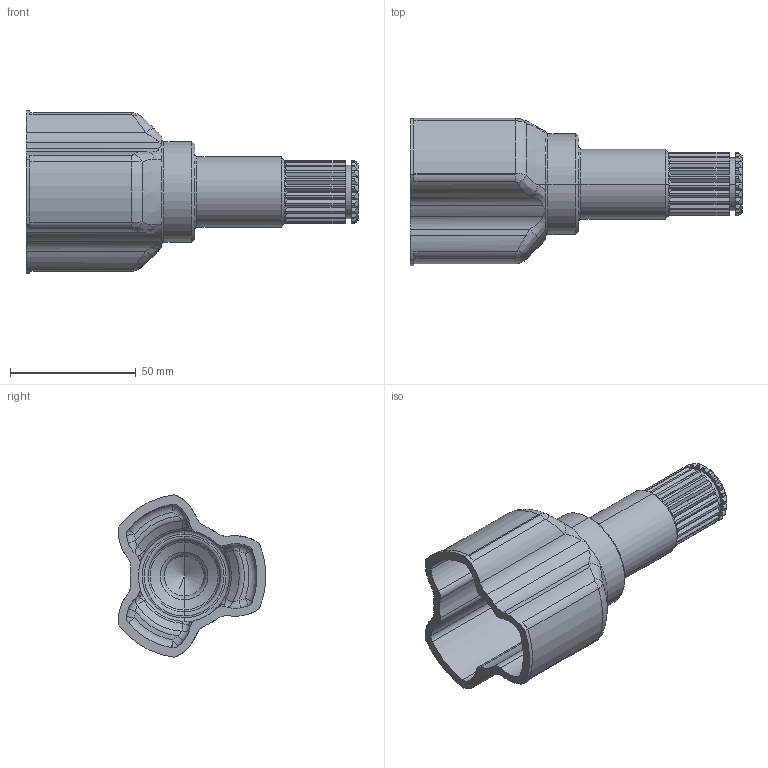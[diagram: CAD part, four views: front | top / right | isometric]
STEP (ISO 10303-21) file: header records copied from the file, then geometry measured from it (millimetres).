
FILE_DESCRIPTION (( 'STEP AP203' ), '1' );
FILE_NAME ('4671 Quaife 23 Tooth (Ford).STEP', '2013-12-17T22:29:53', ( 'Dan''s Work CPU' ), ( '' ), 'SwSTEP 2.0', 'SolidWorks 2012', '' );
FILE_SCHEMA (( 'CONFIG_CONTROL_DESIGN' ));
Length unit declared in the file: inch
Products named in the file (1): 4671 Quaife 23 Tooth (Ford)
Bounding box: 131.9 x 58.61 x 64.63 mm (x, y, z)
Volume: 70120.7 mm3; surface area: 34646.4 mm2
Topology: 1 solids, 1 shells, 412 faces, 1128 edges, 719 vertices
Faces by surface type: cylinder 161, plane 128, bspline 42, cone 41, torus 32, sphere 8
Entity records: 15131 total; most frequent: CARTESIAN_POINT 4890, ORIENTED_EDGE 2240, DIRECTION 2092, EDGE_CURVE 1120, AXIS2_PLACEMENT_3D 843, VERTEX_POINT 717, CIRCLE 472, EDGE_LOOP 419
